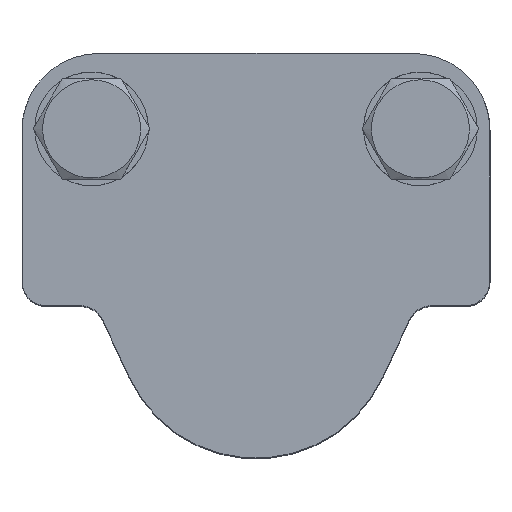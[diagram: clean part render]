
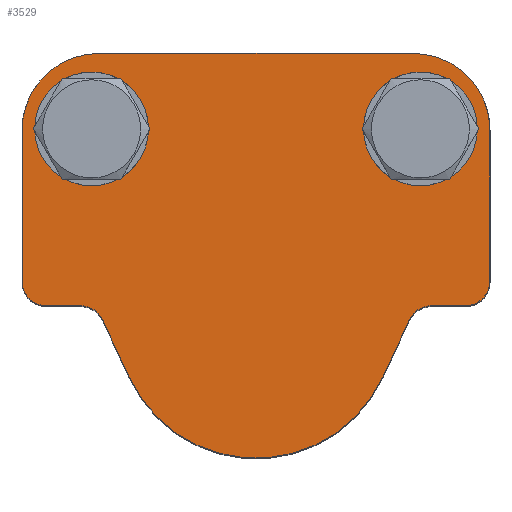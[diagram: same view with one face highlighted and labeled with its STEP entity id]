
A CAD part, top view. The second image highlights one B-rep face of the part: STEP entity #3529.
In plain terms, the highlighted planar face has unit normal (0, 0, 1).
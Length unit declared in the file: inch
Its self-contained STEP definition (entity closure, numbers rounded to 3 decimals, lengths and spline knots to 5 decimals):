
#10 = FACE_BOUND ( 'NONE', #4499, .T. ) ;
#11 = CARTESIAN_POINT ( 'NONE',  ( 0.86716, 0.063, 1.499 ) ) ;
#33 = VERTEX_POINT ( 'NONE', #1697 ) ;
#67 = VECTOR ( 'NONE', #1301, 39.37008 ) ;
#84 = ORIENTED_EDGE ( 'NONE', *, *, #374, .T. ) ;
#165 = ORIENTED_EDGE ( 'NONE', *, *, #3184, .F. ) ;
#245 = AXIS2_PLACEMENT_3D ( 'NONE', #553, #954, #5358 ) ;
#268 = CIRCLE ( 'NONE', #3291, 0.12 ) ;
#280 = DIRECTION ( 'NONE',  ( 0., 0., 1. ) ) ;
#326 = DIRECTION ( 'NONE',  ( 0., 0., 1. ) ) ;
#333 = EDGE_LOOP ( 'NONE', ( #4662 ) ) ;
#348 = VECTOR ( 'NONE', #677, 39.37008 ) ;
#374 = EDGE_CURVE ( 'NONE', #2790, #3584, #1967, .T. ) ;
#411 = CARTESIAN_POINT ( 'NONE',  ( 0.62535, -0.29161, 1.499 ) ) ;
#478 = DIRECTION ( 'NONE',  ( -1., 0., 0. ) ) ;
#526 = DIRECTION ( 'NONE',  ( -0.423, -0.906, 0. ) ) ;
#553 = CARTESIAN_POINT ( 'NONE',  ( 0.7765, 0.93, 1.499 ) ) ;
#666 = CIRCLE ( 'NONE', #1405, 0.281 ) ;
#677 = DIRECTION ( 'NONE',  ( 1., 0., 0. ) ) ;
#679 = DIRECTION ( 'NONE',  ( -1., 0., 0. ) ) ;
#753 = DIRECTION ( 'NONE',  ( -1., 0., 0. ) ) ;
#954 = DIRECTION ( 'NONE',  ( 0., 0., -1. ) ) ;
#973 = VERTEX_POINT ( 'NONE', #5221 ) ;
#1062 = CARTESIAN_POINT ( 'NONE',  ( -1.0935, 0.937, 1.499 ) ) ;
#1080 = AXIS2_PLACEMENT_3D ( 'NONE', #3564, #1757, #3921 ) ;
#1141 = CARTESIAN_POINT ( 'NONE',  ( -0.62535, -0.29161, 1.499 ) ) ;
#1173 = VECTOR ( 'NONE', #3593, 39.37008 ) ;
#1200 = ORIENTED_EDGE ( 'NONE', *, *, #2627, .F. ) ;
#1301 = DIRECTION ( 'NONE',  ( 0., 1., 0. ) ) ;
#1345 = CARTESIAN_POINT ( 'NONE',  ( 0.7765, 1.31, 1.499 ) ) ;
#1405 = AXIS2_PLACEMENT_3D ( 'NONE', #2997, #3425, #753 ) ;
#1512 = LINE ( 'NONE', #2808, #348 ) ;
#1525 = CARTESIAN_POINT ( 'NONE',  ( 0.86716, -0.057, 1.499 ) ) ;
#1539 = EDGE_CURVE ( 'NONE', #33, #5053, #2867, .T. ) ;
#1697 = CARTESIAN_POINT ( 'NONE',  ( 1.1555, 0.95755, 1.499 ) ) ;
#1757 = DIRECTION ( 'NONE',  ( 0., 0., -1. ) ) ;
#1758 = EDGE_CURVE ( 'NONE', #2037, #3135, #5138, .T. ) ;
#1761 = CARTESIAN_POINT ( 'NONE',  ( 0.7765, 0.93, 1.499 ) ) ;
#1868 = ORIENTED_EDGE ( 'NONE', *, *, #2612, .F. ) ;
#1876 = VERTEX_POINT ( 'NONE', #1345 ) ;
#1952 = ORIENTED_EDGE ( 'NONE', *, *, #4472, .T. ) ;
#1967 = CIRCLE ( 'NONE', #3434, 0.12 ) ;
#1973 = VERTEX_POINT ( 'NONE', #2422 ) ;
#2009 = ORIENTED_EDGE ( 'NONE', *, *, #5650, .T. ) ;
#2012 = CIRCLE ( 'NONE', #3659, 0.12 ) ;
#2028 = EDGE_CURVE ( 'NONE', #4343, #4343, #666, .T. ) ;
#2037 = VERTEX_POINT ( 'NONE', #2079 ) ;
#2052 = ORIENTED_EDGE ( 'NONE', *, *, #3965, .F. ) ;
#2079 = CARTESIAN_POINT ( 'NONE',  ( 0.62535, -0.29161, 1.499 ) ) ;
#2148 = CARTESIAN_POINT ( 'NONE',  ( -0.86716, -0.057, 1.499 ) ) ;
#2155 = DIRECTION ( 'NONE',  ( 0., 0., -1. ) ) ;
#2177 = VECTOR ( 'NONE', #5307, 39.37008 ) ;
#2206 = CARTESIAN_POINT ( 'NONE',  ( -0.7765, 1.31, 1.499 ) ) ;
#2215 = PLANE ( 'NONE',  #3009 ) ;
#2275 = CARTESIAN_POINT ( 'NONE',  ( -0.62535, -0.29161, 1.499 ) ) ;
#2316 = ORIENTED_EDGE ( 'NONE', *, *, #5240, .F. ) ;
#2348 = CARTESIAN_POINT ( 'NONE',  ( -1.0365, 0.183, 1.499 ) ) ;
#2404 = CARTESIAN_POINT ( 'NONE',  ( 1.1555, 0.063, 1.499 ) ) ;
#2422 = CARTESIAN_POINT ( 'NONE',  ( -0.86716, 0.063, 1.499 ) ) ;
#2443 = CARTESIAN_POINT ( 'NONE',  ( 1.1555, 0.183, 1.499 ) ) ;
#2454 = ORIENTED_EDGE ( 'NONE', *, *, #2973, .F. ) ;
#2488 = CARTESIAN_POINT ( 'NONE',  ( 1.0355, 0.183, 1.499 ) ) ;
#2612 = EDGE_CURVE ( 'NONE', #3135, #4262, #3927, .T. ) ;
#2627 = EDGE_CURVE ( 'NONE', #1973, #3584, #3508, .T. ) ;
#2679 = EDGE_LOOP ( 'NONE', ( #2052, #1952, #5330, #2316, #165, #2454, #3289, #84, #1200, #2009, #1868, #5653, #4396, #4758 ) ) ;
#2702 = EDGE_CURVE ( 'NONE', #973, #2037, #3483, .T. ) ;
#2786 = DIRECTION ( 'NONE',  ( 0., 0., -1. ) ) ;
#2790 = VERTEX_POINT ( 'NONE', #3197 ) ;
#2808 = CARTESIAN_POINT ( 'NONE',  ( -0.7765, 1.31, 1.499 ) ) ;
#2834 = VECTOR ( 'NONE', #3386, 39.37008 ) ;
#2867 = LINE ( 'NONE', #2404, #5044 ) ;
#2973 = EDGE_CURVE ( 'NONE', #5491, #4512, #3557, .T. ) ;
#2989 = DIRECTION ( 'NONE',  ( -1., 0., 0. ) ) ;
#2991 = CIRCLE ( 'NONE', #245, 0.38 ) ;
#2997 = CARTESIAN_POINT ( 'NONE',  ( 0.8125, 0.937, 1.499 ) ) ;
#3009 = AXIS2_PLACEMENT_3D ( 'NONE', #1761, #2155, #2989 ) ;
#3013 = DIRECTION ( 'NONE',  ( 0., 0., 1. ) ) ;
#3050 = CARTESIAN_POINT ( 'NONE',  ( -1.0365, 0.063, 1.499 ) ) ;
#3135 = VERTEX_POINT ( 'NONE', #1141 ) ;
#3151 = CARTESIAN_POINT ( 'NONE',  ( 0., 0., 1.499 ) ) ;
#3184 = EDGE_CURVE ( 'NONE', #4512, #1876, #1512, .T. ) ;
#3197 = CARTESIAN_POINT ( 'NONE',  ( -1.1565, 0.183, 1.499 ) ) ;
#3265 = AXIS2_PLACEMENT_3D ( 'NONE', #3423, #326, #4358 ) ;
#3278 = VECTOR ( 'NONE', #526, 39.37008 ) ;
#3289 = ORIENTED_EDGE ( 'NONE', *, *, #5207, .F. ) ;
#3291 = AXIS2_PLACEMENT_3D ( 'NONE', #1525, #2786, #4097 ) ;
#3386 = DIRECTION ( 'NONE',  ( -1., 0., 0. ) ) ;
#3423 = CARTESIAN_POINT ( 'NONE',  ( -0.8125, 0.937, 1.499 ) ) ;
#3425 = DIRECTION ( 'NONE',  ( 0., 0., 1. ) ) ;
#3434 = AXIS2_PLACEMENT_3D ( 'NONE', #2348, #280, #679 ) ;
#3482 = CARTESIAN_POINT ( 'NONE',  ( -1.1565, 0.063, 1.499 ) ) ;
#3483 = LINE ( 'NONE', #411, #3278 ) ;
#3508 = LINE ( 'NONE', #3571, #1173 ) ;
#3529 = ADVANCED_FACE ( 'NONE', ( #10, #3841, #5582 ), #2215, .F. ) ;
#3557 = CIRCLE ( 'NONE', #1080, 0.38 ) ;
#3564 = CARTESIAN_POINT ( 'NONE',  ( -0.7765, 0.93, 1.499 ) ) ;
#3571 = CARTESIAN_POINT ( 'NONE',  ( -1.1565, 0.063, 1.499 ) ) ;
#3584 = VERTEX_POINT ( 'NONE', #3050 ) ;
#3593 = DIRECTION ( 'NONE',  ( -1., 0., 0. ) ) ;
#3659 = AXIS2_PLACEMENT_3D ( 'NONE', #2488, #3013, #4741 ) ;
#3771 = AXIS2_PLACEMENT_3D ( 'NONE', #3151, #4394, #478 ) ;
#3806 = DIRECTION ( 'NONE',  ( 0., 0., -1. ) ) ;
#3841 = FACE_OUTER_BOUND ( 'NONE', #2679, .T. ) ;
#3896 = LINE ( 'NONE', #3482, #67 ) ;
#3921 = DIRECTION ( 'NONE',  ( -1., 0., 0. ) ) ;
#3927 = LINE ( 'NONE', #2275, #2177 ) ;
#3965 = EDGE_CURVE ( 'NONE', #4788, #5368, #4721, .T. ) ;
#4088 = CIRCLE ( 'NONE', #5083, 0.12 ) ;
#4090 = VERTEX_POINT ( 'NONE', #1062 ) ;
#4097 = DIRECTION ( 'NONE',  ( -1., 0., 0. ) ) ;
#4145 = CARTESIAN_POINT ( 'NONE',  ( -0.7584, -0.00629, 1.499 ) ) ;
#4171 = DIRECTION ( 'NONE',  ( 0., -1., 0. ) ) ;
#4221 = EDGE_CURVE ( 'NONE', #973, #5368, #268, .T. ) ;
#4262 = VERTEX_POINT ( 'NONE', #4145 ) ;
#4343 = VERTEX_POINT ( 'NONE', #4833 ) ;
#4358 = DIRECTION ( 'NONE',  ( -1., 0., 0. ) ) ;
#4394 = DIRECTION ( 'NONE',  ( 0., 0., -1. ) ) ;
#4396 = ORIENTED_EDGE ( 'NONE', *, *, #2702, .F. ) ;
#4472 = EDGE_CURVE ( 'NONE', #4788, #5053, #2012, .T. ) ;
#4499 = EDGE_LOOP ( 'NONE', ( #4954 ) ) ;
#4512 = VERTEX_POINT ( 'NONE', #2206 ) ;
#4630 = DIRECTION ( 'NONE',  ( -1., 0., 0. ) ) ;
#4662 = ORIENTED_EDGE ( 'NONE', *, *, #2028, .F. ) ;
#4721 = LINE ( 'NONE', #5123, #2834 ) ;
#4741 = DIRECTION ( 'NONE',  ( -1., 0., 0. ) ) ;
#4758 = ORIENTED_EDGE ( 'NONE', *, *, #4221, .T. ) ;
#4788 = VERTEX_POINT ( 'NONE', #5618 ) ;
#4833 = CARTESIAN_POINT ( 'NONE',  ( 0.5315, 0.937, 1.499 ) ) ;
#4845 = EDGE_CURVE ( 'NONE', #4090, #4090, #4892, .T. ) ;
#4892 = CIRCLE ( 'NONE', #3265, 0.281 ) ;
#4954 = ORIENTED_EDGE ( 'NONE', *, *, #4845, .F. ) ;
#5044 = VECTOR ( 'NONE', #4171, 39.37008 ) ;
#5053 = VERTEX_POINT ( 'NONE', #2443 ) ;
#5083 = AXIS2_PLACEMENT_3D ( 'NONE', #2148, #3806, #4630 ) ;
#5116 = CARTESIAN_POINT ( 'NONE',  ( -1.1565, 0.93, 1.499 ) ) ;
#5123 = CARTESIAN_POINT ( 'NONE',  ( 0.79071, 0.063, 1.499 ) ) ;
#5138 = CIRCLE ( 'NONE', #3771, 0.69 ) ;
#5207 = EDGE_CURVE ( 'NONE', #2790, #5491, #3896, .T. ) ;
#5221 = CARTESIAN_POINT ( 'NONE',  ( 0.7584, -0.00629, 1.499 ) ) ;
#5240 = EDGE_CURVE ( 'NONE', #1876, #33, #2991, .T. ) ;
#5307 = DIRECTION ( 'NONE',  ( -0.423, 0.906, 0. ) ) ;
#5330 = ORIENTED_EDGE ( 'NONE', *, *, #1539, .F. ) ;
#5358 = DIRECTION ( 'NONE',  ( -1., 0., 0. ) ) ;
#5368 = VERTEX_POINT ( 'NONE', #11 ) ;
#5491 = VERTEX_POINT ( 'NONE', #5116 ) ;
#5582 = FACE_BOUND ( 'NONE', #333, .T. ) ;
#5618 = CARTESIAN_POINT ( 'NONE',  ( 1.0355, 0.063, 1.499 ) ) ;
#5650 = EDGE_CURVE ( 'NONE', #1973, #4262, #4088, .T. ) ;
#5653 = ORIENTED_EDGE ( 'NONE', *, *, #1758, .F. ) ;
